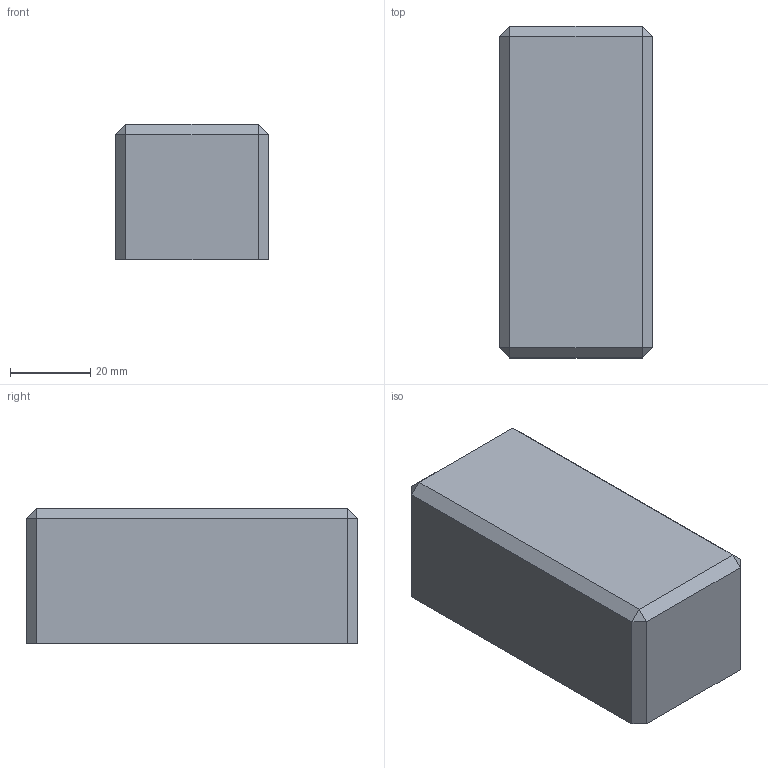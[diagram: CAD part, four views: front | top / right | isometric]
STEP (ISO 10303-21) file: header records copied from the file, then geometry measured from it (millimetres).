
FILE_DESCRIPTION (( 'STEP AP203' ), '1' );
FILE_NAME ('F_001480.STEP', '2022-09-26T11:54:43', ( '' ), ( '' ), 'SwSTEP 2.0', 'SolidWorks 2021', '' );
FILE_SCHEMA (( 'CONFIG_CONTROL_DESIGN' ));
Length unit declared in the file: inch
Products named in the file (1): F_001480
Bounding box: 38.1 x 82.55 x 33.66 mm (x, y, z)
Volume: 37490.3 mm3; surface area: 21038.1 mm2
Topology: 1 solids, 1 shells, 47 faces, 116 edges, 70 vertices
Faces by surface type: plane 39, cylinder 4, cone 4
Entity records: 1401 total; most frequent: CARTESIAN_POINT 230, ORIENTED_EDGE 224, DIRECTION 216, EDGE_CURVE 112, VECTOR 104, LINE 104, VERTEX_POINT 70, AXIS2_PLACEMENT_3D 56
